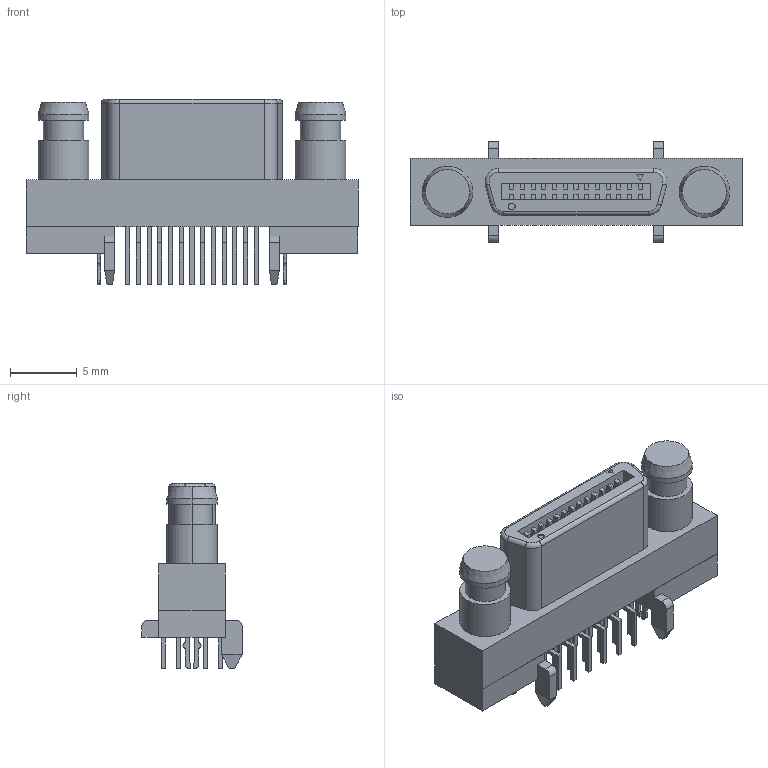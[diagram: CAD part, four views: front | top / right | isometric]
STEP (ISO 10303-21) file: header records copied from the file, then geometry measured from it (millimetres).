
FILE_DESCRIPTION((''),'2;1');
FILE_NAME('3M_12226-1150-00FR.stp','2014-12-17T10:18:51',(''),(''),'Mechanical Desktop 2011','Mechanical Desktop 2011',', , ');
FILE_SCHEMA(('AUTOMOTIVE_DESIGN { 1 2 10303 214 1 1 1 1 }'));
Length unit declared in the file: millimetre
Products named in the file (1): Product
Bounding box: 24.8 x 7.5 x 13.82 mm (x, y, z)
Volume: 917.3 mm3; surface area: 2043 mm2
Topology: 67 solids, 67 shells, 545 faces, 1187 edges, 782 vertices
Faces by surface type: bspline 284, plane 199, cylinder 54, cone 4, torus 4
Entity records: 14619 total; most frequent: CARTESIAN_POINT 3367, ORIENTED_EDGE 2374, DIRECTION 1823, EDGE_CURVE 1187, VECTOR 1075, LINE 1075, VERTEX_POINT 782, EDGE_LOOP 553
